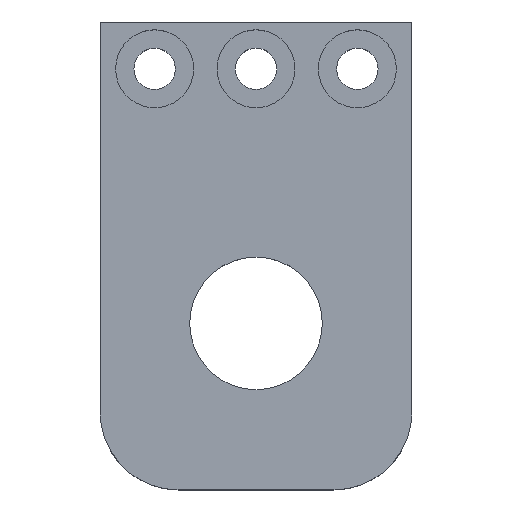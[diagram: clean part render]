
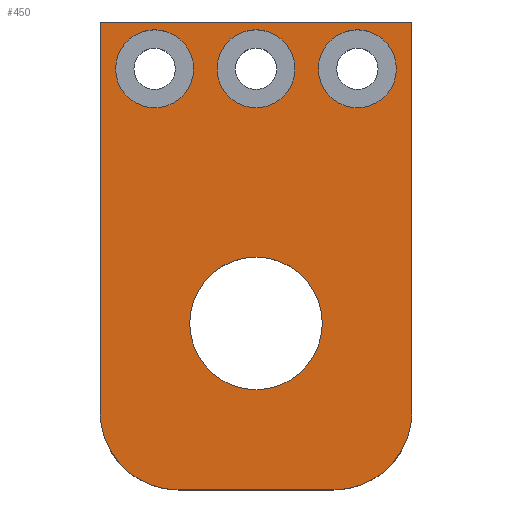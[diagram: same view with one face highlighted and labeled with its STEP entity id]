
A CAD part, top view. The second image highlights one B-rep face of the part: STEP entity #450.
In plain terms, the highlighted planar face has unit normal (0, 0, 1).
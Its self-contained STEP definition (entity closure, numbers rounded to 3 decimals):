
#1 = DIRECTION ( 'NONE',  ( 0., 0., 1. ) ) ;
#6 = ORIENTED_EDGE ( 'NONE', *, *, #126, .F. ) ;
#11 = FACE_BOUND ( 'NONE', #352, .T. ) ;
#15 = DIRECTION ( 'NONE',  ( 0., 1., 0. ) ) ;
#18 = EDGE_CURVE ( 'NONE', #351, #89, #415, .T. ) ;
#19 = DIRECTION ( 'NONE',  ( 0., 0., 1. ) ) ;
#24 = VECTOR ( 'NONE', #462, 1000. ) ;
#34 = ORIENTED_EDGE ( 'NONE', *, *, #18, .T. ) ;
#37 = AXIS2_PLACEMENT_3D ( 'NONE', #300, #480, #47 ) ;
#47 = DIRECTION ( 'NONE',  ( 1., 0., 0. ) ) ;
#49 = VERTEX_POINT ( 'NONE', #259 ) ;
#51 = VERTEX_POINT ( 'NONE', #388 ) ;
#61 = DIRECTION ( 'NONE',  ( 1., 0., 0. ) ) ;
#65 = CARTESIAN_POINT ( 'NONE',  ( 0., -6., 12. ) ) ;
#72 = CIRCLE ( 'NONE', #386, 5. ) ;
#73 = LINE ( 'NONE', #379, #178 ) ;
#75 = EDGE_CURVE ( 'NONE', #51, #51, #483, .T. ) ;
#79 = FACE_OUTER_BOUND ( 'NONE', #159, .T. ) ;
#86 = VERTEX_POINT ( 'NONE', #393 ) ;
#89 = VERTEX_POINT ( 'NONE', #173 ) ;
#98 = LINE ( 'NONE', #228, #320 ) ;
#103 = CIRCLE ( 'NONE', #282, 5. ) ;
#125 = EDGE_LOOP ( 'NONE', ( #6 ) ) ;
#126 = EDGE_CURVE ( 'NONE', #478, #478, #193, .T. ) ;
#132 = ORIENTED_EDGE ( 'NONE', *, *, #417, .T. ) ;
#143 = CARTESIAN_POINT ( 'NONE',  ( -13., -6., 12. ) ) ;
#153 = DIRECTION ( 'NONE',  ( 0., 0., 1. ) ) ;
#157 = FACE_BOUND ( 'NONE', #472, .T. ) ;
#159 = EDGE_LOOP ( 'NONE', ( #535, #511, #132, #555, #397, #34 ) ) ;
#173 = CARTESIAN_POINT ( 'NONE',  ( -10., -60., 12. ) ) ;
#177 = EDGE_LOOP ( 'NONE', ( #521 ) ) ;
#178 = VECTOR ( 'NONE', #233, 1000. ) ;
#182 = CARTESIAN_POINT ( 'NONE',  ( 10., -60., 12. ) ) ;
#184 = EDGE_CURVE ( 'NONE', #345, #345, #103, .T. ) ;
#193 = CIRCLE ( 'NONE', #557, 5. ) ;
#210 = VERTEX_POINT ( 'NONE', #454 ) ;
#214 = ORIENTED_EDGE ( 'NONE', *, *, #184, .F. ) ;
#224 = DIRECTION ( 'NONE',  ( 1., 0., 0. ) ) ;
#228 = CARTESIAN_POINT ( 'NONE',  ( 20., 0., 12. ) ) ;
#233 = DIRECTION ( 'NONE',  ( -1., 0., 0. ) ) ;
#241 = LINE ( 'NONE', #514, #24 ) ;
#246 = CARTESIAN_POINT ( 'NONE',  ( 0., 0., 12. ) ) ;
#249 = AXIS2_PLACEMENT_3D ( 'NONE', #359, #19, #61 ) ;
#256 = CARTESIAN_POINT ( 'NONE',  ( 18., -6., 12. ) ) ;
#259 = CARTESIAN_POINT ( 'NONE',  ( 20., -50., 12. ) ) ;
#263 = EDGE_CURVE ( 'NONE', #473, #473, #72, .T. ) ;
#270 = CARTESIAN_POINT ( 'NONE',  ( -20., 0., 12. ) ) ;
#278 = EDGE_CURVE ( 'NONE', #89, #347, #241, .T. ) ;
#282 = AXIS2_PLACEMENT_3D ( 'NONE', #143, #547, #363 ) ;
#299 = CARTESIAN_POINT ( 'NONE',  ( 5., -6., 12. ) ) ;
#300 = CARTESIAN_POINT ( 'NONE',  ( 0., -38.65, 12. ) ) ;
#318 = DIRECTION ( 'NONE',  ( 1., 0., 0. ) ) ;
#320 = VECTOR ( 'NONE', #15, 1000. ) ;
#333 = FACE_BOUND ( 'NONE', #125, .T. ) ;
#345 = VERTEX_POINT ( 'NONE', #436 ) ;
#347 = VERTEX_POINT ( 'NONE', #182 ) ;
#351 = VERTEX_POINT ( 'NONE', #411 ) ;
#352 = EDGE_LOOP ( 'NONE', ( #214 ) ) ;
#357 = DIRECTION ( 'NONE',  ( 0., 0., 1. ) ) ;
#359 = CARTESIAN_POINT ( 'NONE',  ( 10., -50., 12. ) ) ;
#360 = AXIS2_PLACEMENT_3D ( 'NONE', #531, #1, #565 ) ;
#363 = DIRECTION ( 'NONE',  ( 1., 0., 0. ) ) ;
#379 = CARTESIAN_POINT ( 'NONE',  ( -20., 0., 12. ) ) ;
#386 = AXIS2_PLACEMENT_3D ( 'NONE', #400, #357, #224 ) ;
#388 = CARTESIAN_POINT ( 'NONE',  ( 8.5, -38.65, 12. ) ) ;
#392 = EDGE_CURVE ( 'NONE', #347, #49, #529, .T. ) ;
#393 = CARTESIAN_POINT ( 'NONE',  ( 20., 0., 12. ) ) ;
#397 = ORIENTED_EDGE ( 'NONE', *, *, #402, .T. ) ;
#400 = CARTESIAN_POINT ( 'NONE',  ( 13., -6., 12. ) ) ;
#402 = EDGE_CURVE ( 'NONE', #210, #351, #498, .T. ) ;
#404 = DIRECTION ( 'NONE',  ( 0., -1., 0. ) ) ;
#411 = CARTESIAN_POINT ( 'NONE',  ( -20., -50., 12. ) ) ;
#415 = CIRCLE ( 'NONE', #360, 10. ) ;
#417 = EDGE_CURVE ( 'NONE', #49, #86, #98, .T. ) ;
#423 = ORIENTED_EDGE ( 'NONE', *, *, #263, .F. ) ;
#436 = CARTESIAN_POINT ( 'NONE',  ( -8., -6., 12. ) ) ;
#450 = ADVANCED_FACE ( 'NONE', ( #11, #333, #157, #79, #471 ), #519, .T. ) ;
#451 = DIRECTION ( 'NONE',  ( 0., 0., 1. ) ) ;
#454 = CARTESIAN_POINT ( 'NONE',  ( -20., 0., 12. ) ) ;
#462 = DIRECTION ( 'NONE',  ( 1., 0., 0. ) ) ;
#464 = DIRECTION ( 'NONE',  ( 1., 0., 0. ) ) ;
#471 = FACE_BOUND ( 'NONE', #177, .T. ) ;
#472 = EDGE_LOOP ( 'NONE', ( #423 ) ) ;
#473 = VERTEX_POINT ( 'NONE', #256 ) ;
#478 = VERTEX_POINT ( 'NONE', #299 ) ;
#480 = DIRECTION ( 'NONE',  ( 0., 0., 1. ) ) ;
#483 = CIRCLE ( 'NONE', #37, 8.5 ) ;
#498 = LINE ( 'NONE', #270, #499 ) ;
#499 = VECTOR ( 'NONE', #404, 1000. ) ;
#508 = EDGE_CURVE ( 'NONE', #86, #210, #73, .T. ) ;
#511 = ORIENTED_EDGE ( 'NONE', *, *, #392, .T. ) ;
#514 = CARTESIAN_POINT ( 'NONE',  ( -20., -60., 12. ) ) ;
#519 = PLANE ( 'NONE',  #568 ) ;
#521 = ORIENTED_EDGE ( 'NONE', *, *, #75, .F. ) ;
#529 = CIRCLE ( 'NONE', #249, 10. ) ;
#531 = CARTESIAN_POINT ( 'NONE',  ( -10., -50., 12. ) ) ;
#535 = ORIENTED_EDGE ( 'NONE', *, *, #278, .T. ) ;
#547 = DIRECTION ( 'NONE',  ( 0., 0., 1. ) ) ;
#555 = ORIENTED_EDGE ( 'NONE', *, *, #508, .T. ) ;
#557 = AXIS2_PLACEMENT_3D ( 'NONE', #65, #451, #318 ) ;
#565 = DIRECTION ( 'NONE',  ( 1., 0., 0. ) ) ;
#568 = AXIS2_PLACEMENT_3D ( 'NONE', #246, #153, #464 ) ;
